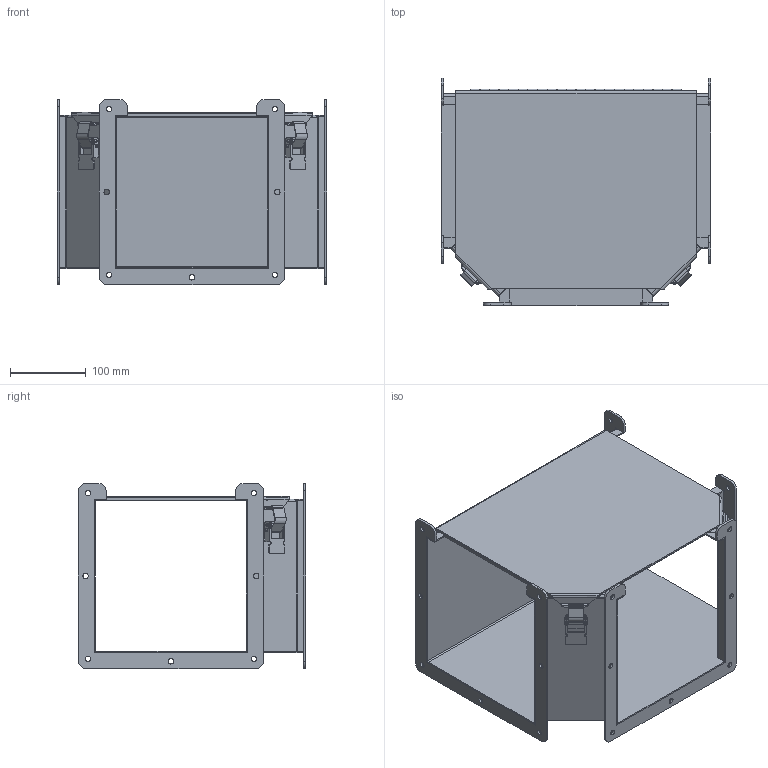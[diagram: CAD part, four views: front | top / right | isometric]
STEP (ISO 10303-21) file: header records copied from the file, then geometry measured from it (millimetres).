
FILE_DESCRIPTION(/* description */ ('LJW, WW-FITTING, TEE, BACK-BOTTOM, CS, 8X8'),/* implementation_level */ '2;1');
FILE_NAME(/* name */ 'LJWT8A.stp',/* time_stamp */ '2017-02-09T09:34:49+05:00',/* author */ ('mgunasekar'),/* organization */ (''),/* preprocessor_version */ 'ST-DEVELOPER v16.1',/* originating_system */ 'Autodesk Inventor 2016',/* authorisation */ '');
FILE_SCHEMA (('AUTOMOTIVE_DESIGN { 1 0 10303 214 3 1 1 }'));
Length unit declared in the file: inch
Products named in the file (17): LJWT8ABB; LJWT8APOST; LJWT8AP; LJWTAB; 328123LH; 328123P; 328123TH; 328123; PART1; PART2; PART3; PART4; PART5; 35011; LJWT8ASTRIPGSKT; LJW8RINGP; LJWT8A
Assembly tree (23 placements, depth 3):
  LJWT8A
    LJWT8ABB
    LJWT8APOST  x2
    LJWT8AP
    LJWTAB  x4
    328123
      328123LH
      328123P
      328123TH
    35011  x2
      PART1
      PART2
      PART3
      PART4
      PART5
    LJWT8ASTRIPGSKT
    LJW8RINGP  x3
Bounding box: 355.6 x 300.04 x 244.47 mm (x, y, z)
Volume: 777109.1 mm3; surface area: 797066.3 mm2
Topology: 25 solids, 25 shells, 594 faces, 1544 edges, 1000 vertices
Faces by surface type: plane 386, cylinder 192, bspline 16
Full cylindrical faces by diameter (mm): 2.54 x1, 2.957 x22, 3.454 x4, 3.946 x12, 4.286 x8, 7.144 x21
Entity records: 12573 total; most frequent: CARTESIAN_POINT 2422, DIRECTION 1982, ORIENTED_EDGE 1908, EDGE_CURVE 954, LINE 710, VECTOR 710, VERTEX_POINT 644, AXIS2_PLACEMENT_3D 636
